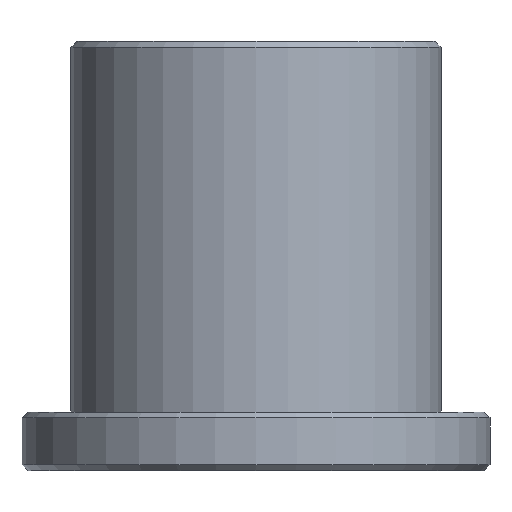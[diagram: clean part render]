
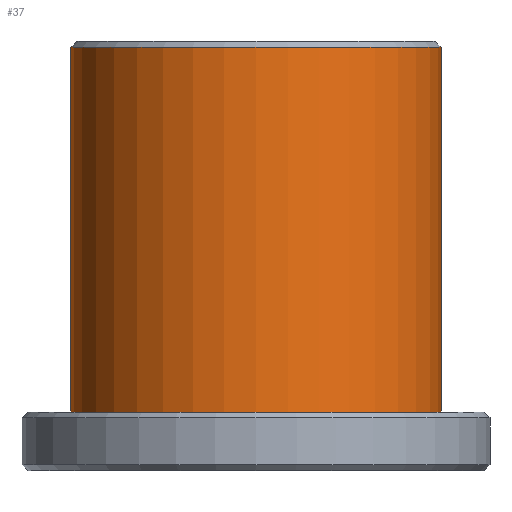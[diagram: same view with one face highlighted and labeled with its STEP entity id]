
A CAD part, front view. The second image highlights one B-rep face of the part: STEP entity #37.
In plain terms, the highlighted cylindrical face has radius 9.5 mm (diameter 19 mm), a partial arc.
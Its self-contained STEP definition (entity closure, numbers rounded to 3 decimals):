
#17 = CYLINDRICAL_SURFACE ( 'NONE', #66, 9.5 ) ;
#20 = ORIENTED_EDGE ( 'NONE', *, *, #1158, .T. ) ;
#37 = ADVANCED_FACE ( 'NONE', ( #55 ), #17, .T. ) ;
#45 = DIRECTION ( 'NONE',  ( 1., 0., 0. ) ) ;
#51 = DIRECTION ( 'NONE',  ( 0., 0., -1. ) ) ;
#55 = FACE_OUTER_BOUND ( 'NONE', #982, .T. ) ;
#59 = CARTESIAN_POINT ( 'NONE',  ( 0., 0., 21.7 ) ) ;
#66 = AXIS2_PLACEMENT_3D ( 'NONE', #692, #785, #1191 ) ;
#109 = EDGE_CURVE ( 'NONE', #1270, #944, #555, .T. ) ;
#173 = VERTEX_POINT ( 'NONE', #481 ) ;
#201 = VECTOR ( 'NONE', #591, 1000. ) ;
#235 = VERTEX_POINT ( 'NONE', #1160 ) ;
#386 = CARTESIAN_POINT ( 'NONE',  ( 0., 0., 3. ) ) ;
#399 = DIRECTION ( 'NONE',  ( 0., 0., -1. ) ) ;
#421 = VECTOR ( 'NONE', #638, 1000. ) ;
#422 = EDGE_CURVE ( 'NONE', #173, #235, #1161, .T. ) ;
#481 = CARTESIAN_POINT ( 'NONE',  ( 9.5, 0., 21.7 ) ) ;
#486 = AXIS2_PLACEMENT_3D ( 'NONE', #59, #51, #45 ) ;
#522 = LINE ( 'NONE', #1395, #201 ) ;
#555 = CIRCLE ( 'NONE', #1370, 9.5 ) ;
#559 = ORIENTED_EDGE ( 'NONE', *, *, #422, .T. ) ;
#591 = DIRECTION ( 'NONE',  ( 0., 0., -1. ) ) ;
#638 = DIRECTION ( 'NONE',  ( 0., 0., -1. ) ) ;
#692 = CARTESIAN_POINT ( 'NONE',  ( 0., 0., 22. ) ) ;
#703 = CARTESIAN_POINT ( 'NONE',  ( 9.5, 0., 3. ) ) ;
#744 = ORIENTED_EDGE ( 'NONE', *, *, #109, .F. ) ;
#785 = DIRECTION ( 'NONE',  ( 0., 0., -1. ) ) ;
#815 = DIRECTION ( 'NONE',  ( -1., 0., 0. ) ) ;
#944 = VERTEX_POINT ( 'NONE', #1177 ) ;
#982 = EDGE_LOOP ( 'NONE', ( #1000, #559, #20, #744 ) ) ;
#988 = CARTESIAN_POINT ( 'NONE',  ( -9.5, 0., 22. ) ) ;
#1000 = ORIENTED_EDGE ( 'NONE', *, *, #1338, .F. ) ;
#1158 = EDGE_CURVE ( 'NONE', #235, #944, #1301, .T. ) ;
#1160 = CARTESIAN_POINT ( 'NONE',  ( -9.5, 0., 21.7 ) ) ;
#1161 = CIRCLE ( 'NONE', #486, 9.5 ) ;
#1177 = CARTESIAN_POINT ( 'NONE',  ( -9.5, 0., 3. ) ) ;
#1191 = DIRECTION ( 'NONE',  ( -1., 0., 0. ) ) ;
#1270 = VERTEX_POINT ( 'NONE', #703 ) ;
#1301 = LINE ( 'NONE', #988, #421 ) ;
#1338 = EDGE_CURVE ( 'NONE', #173, #1270, #522, .T. ) ;
#1370 = AXIS2_PLACEMENT_3D ( 'NONE', #386, #399, #815 ) ;
#1395 = CARTESIAN_POINT ( 'NONE',  ( 9.5, 0., 22. ) ) ;
